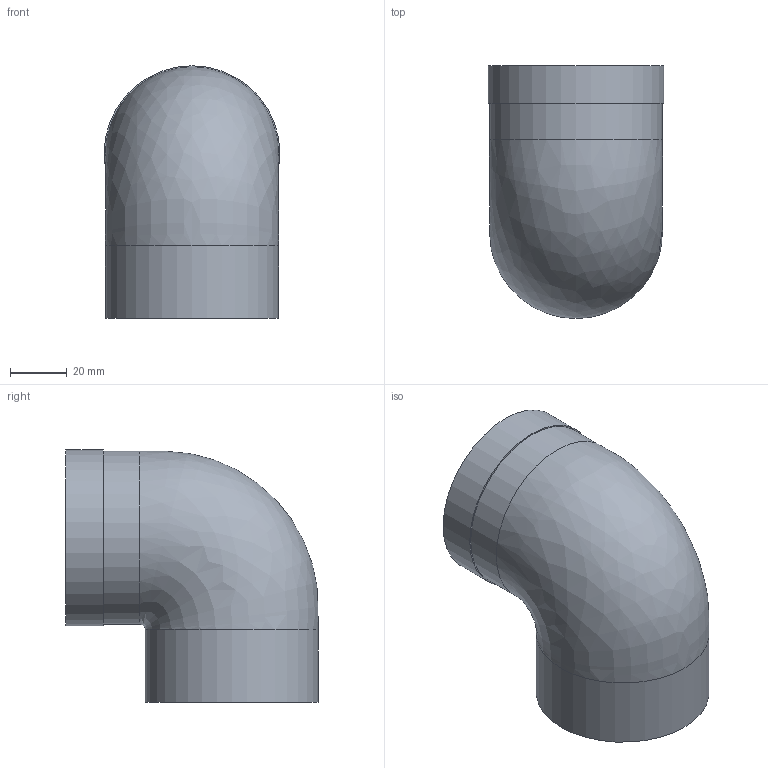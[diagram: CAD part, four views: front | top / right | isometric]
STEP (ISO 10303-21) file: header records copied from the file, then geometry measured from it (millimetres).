
FILE_DESCRIPTION(/* description */ (''),/* implementation_level */ '2;1');
FILE_NAME(/* name */ 'GIMV050112.ipt.stp',/* time_stamp */ '2014-01-07T15:46:32+01:00',/* author */ ('Marco de Biase'),/* organization */ (''),/* preprocessor_version */ 'ST-DEVELOPER v15.2',/* originating_system */ 'Autodesk Inventor 2014',/* authorisation */ '');
FILE_SCHEMA (('AUTOMOTIVE_DESIGN { 1 0 10303 214 3 1 1 }'));
Length unit declared in the file: millimetre
Products named in the file (1): GIMV050112
Bounding box: 62 x 89 x 89 mm (x, y, z)
Volume: 133187 mm3; surface area: 38521.2 mm2
Topology: 1 solids, 1 shells, 12 faces, 30 edges, 23 vertices
Faces by surface type: plane 5, cylinder 5, bspline 2
Full cylindrical faces by diameter (mm): 44.845 x1, 50 x1, 61 x2, 62.001 x1
Entity records: 11482 total; most frequent: CARTESIAN_POINT 11154, DIRECTION 66, ORIENTED_EDGE 48, AXIS2_PLACEMENT_3D 33, EDGE_CURVE 24, EDGE_LOOP 22, CIRCLE 22, VERTEX_POINT 22
